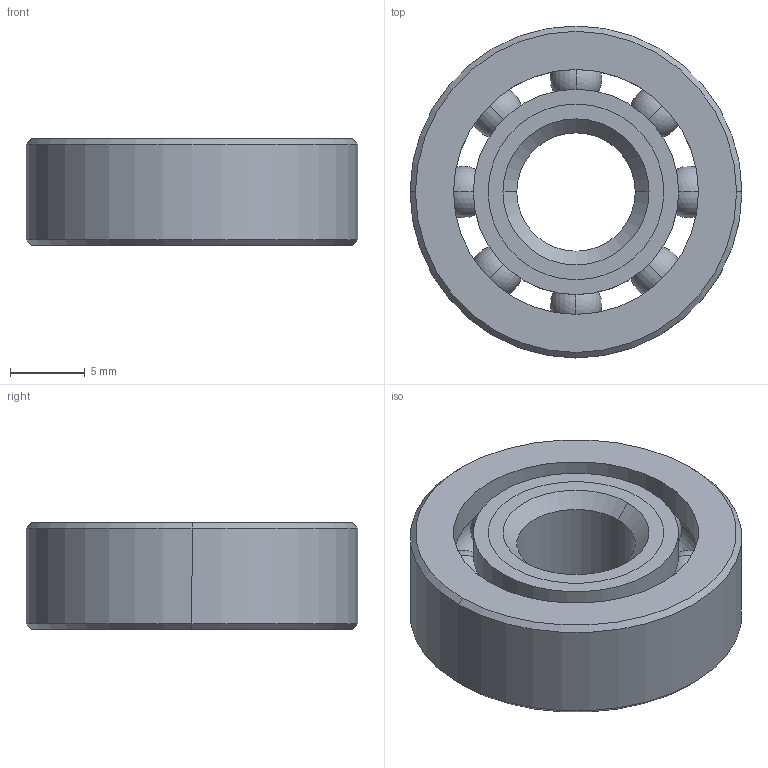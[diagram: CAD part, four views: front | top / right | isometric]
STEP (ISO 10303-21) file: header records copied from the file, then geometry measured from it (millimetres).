
FILE_DESCRIPTION (( 'STEP AP203' ), '1' );
FILE_NAME ('2780T12_High-Load Ball Bearing.STEP', '2021-09-08T12:02:30', ( 'Administrator' ), ( 'Managed by Terraform' ), 'SwSTEP 2.0', 'SolidWorks 2017', '' );
FILE_SCHEMA (( 'CONFIG_CONTROL_DESIGN' ));
Length unit declared in the file: inch
Products named in the file (1): 2780T12_High-Load Ball Bearing
Bounding box: 22.23 x 22.23 x 7.14 mm (x, y, z)
Volume: 1887.9 mm3; surface area: 2554 mm2
Topology: 11 solids, 11 shells, 57 faces, 138 edges, 88 vertices
Faces by surface type: cylinder 16, sphere 16, cone 12, plane 7, torus 6
Entity records: 1461 total; most frequent: DIRECTION 284, CARTESIAN_POINT 220, ORIENTED_EDGE 196, AXIS2_PLACEMENT_3D 128, EDGE_CURVE 98, CIRCLE 70, EDGE_LOOP 64, VERTEX_POINT 64
